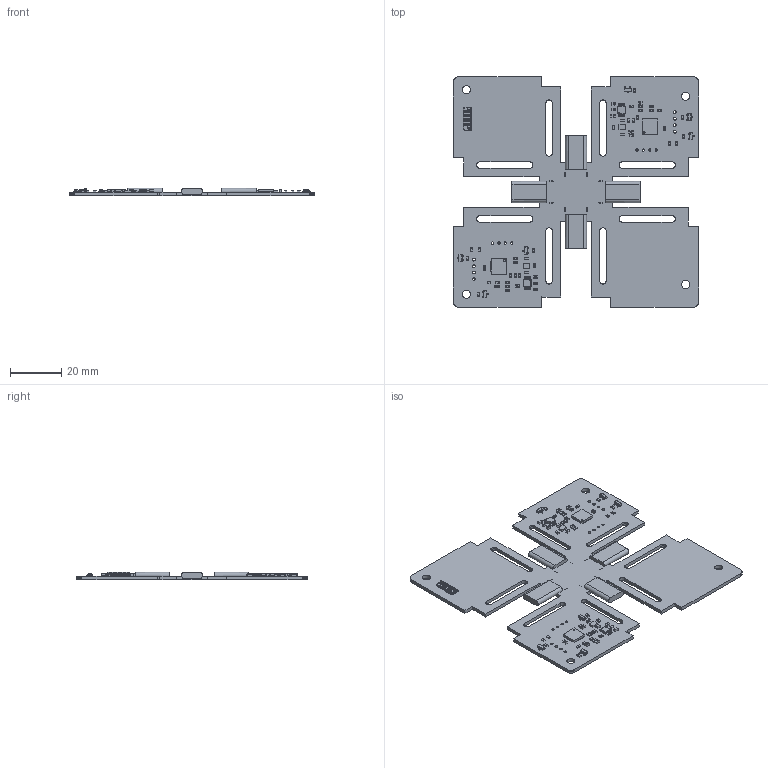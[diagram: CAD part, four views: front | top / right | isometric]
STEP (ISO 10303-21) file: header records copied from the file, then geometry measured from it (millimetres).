
FILE_DESCRIPTION(/* description */ (''),/* implementation_level */ '2;1');
FILE_NAME(/* name */ 'USB_Hub 3-30 updated v11.step',/* time_stamp */ '2024-03-31T21:48:37-04:00',/* author */ (''),/* organization */ (''),/* preprocessor_version */ 'ST-DEVELOPER v20',/* originating_system */ 'Autodesk Translation Framework v12.20.1.177',/* authorisation */ '');
FILE_SCHEMA (('AUTOMOTIVE_DESIGN { 1 0 10303 214 3 1 1 }'));
Products named in the file (29): USB_Hub 2-28 updated; ERJ-PA3J105V; ASSEMBLY (3); PLUG-USBC-121SMT-4BS2S; ABM10W-24.0000MHZ-7-B1U-T3; ASSEMBLY (6); USB2513B_M2; ASSEMBLY (7); TLV76733DGNR; ASSEMBLY (2); PLUG-USBC-121SMT-4BS2S_1; PLUG-USBC-121SMT-4BS2S_2; F3311A7H121014E200; F331_14PIN_ASM; PLUG-USBC-121SMT-4BS2S_3; (Unsaved) (1); IRLML2244TRPBF; ASSEMBLY (5); C0603T104K8RAC7867; CCS_CCSTD_0603_L1.75W0.95T0.87B0.35; PRTR5V0U2F,115; SOT886; 06035A180J4T2A; ASSEMBLY (4); CL10B105KB8NQNC; ASSEMBLY (1); RMCF0603FT2K20; RMCF0603; USB_Hub PCB
Assembly tree (81 placements, depth 3):
  USB_Hub 2-28 updated
    RMCF0603FT2K20  x26
      RMCF0603
    CL10B105KB8NQNC  x4
      ASSEMBLY (1)
    TLV76733DGNR  x2
      ASSEMBLY (2)
    ERJ-PA3J105V  x2
      ASSEMBLY (3)
    06035A180J4T2A  x4
      ASSEMBLY (4)
    IRLML2244TRPBF  x6
      ASSEMBLY (5)
    C0603T104K8RAC7867  x10
      CCS_CCSTD_0603_L1.75W0.95T0.87B0.35
    PLUG-USBC-121SMT-4BS2S
      (Unsaved) (1)
    ABM10W-24.0000MHZ-7-B1U-T3  x2
      ASSEMBLY (6)
    USB2513B_M2  x2
      ASSEMBLY (7)
    PLUG-USBC-121SMT-4BS2S_1
      (Unsaved) (1)
    PRTR5V0U2F,115  x2
      SOT886
    PLUG-USBC-121SMT-4BS2S_2
      (Unsaved) (1)
    F3311A7H121014E200
      F331_14PIN_ASM
    PLUG-USBC-121SMT-4BS2S_3
      (Unsaved) (1)
    USB_Hub PCB
Bounding box: 95.89 x 90.17 x 2.96 mm (x, y, z)
Volume: 9955 mm3; surface area: 16561.1 mm2
Topology: 347 solids, 347 shells, 5798 faces, 14775 edges, 9424 vertices
Faces by surface type: plane 4438, cylinder 1136, sphere 224
Full cylindrical faces by diameter (mm): 0.069 x2, 0.163 x6, 0.375 x2, 0.75 x2, 0.9 x8, 1.1 x8, 3.18 x4
Entity records: 89868 total; most frequent: CARTESIAN_POINT 16609, ORIENTED_EDGE 15272, DIRECTION 14591, EDGE_CURVE 7636, LINE 6447, VECTOR 6447, VERTEX_POINT 5018, AXIS2_PLACEMENT_3D 4072
